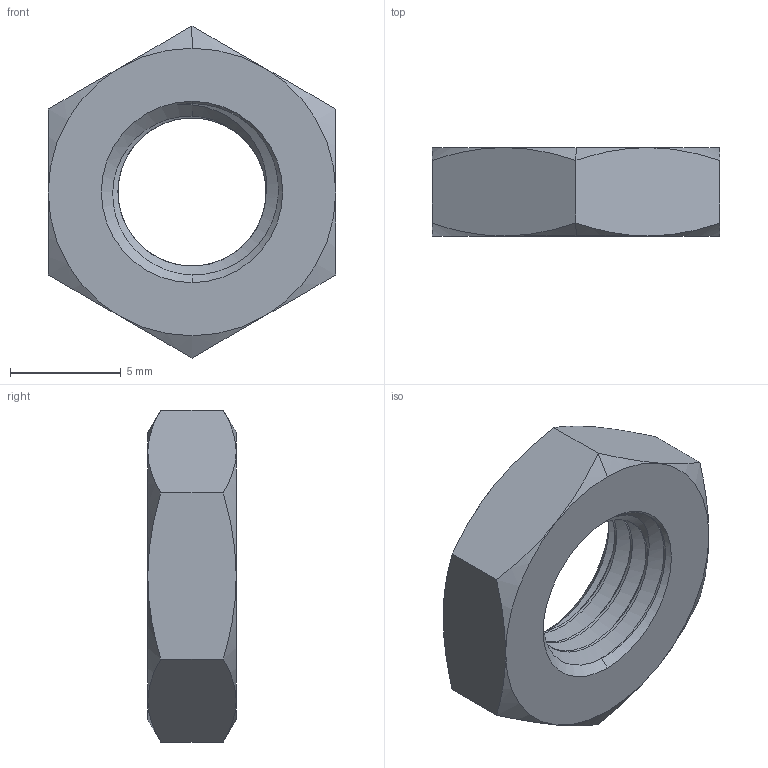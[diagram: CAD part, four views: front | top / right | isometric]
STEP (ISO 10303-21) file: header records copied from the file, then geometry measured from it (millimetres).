
FILE_DESCRIPTION (( 'STEP AP203' ), '1' );
FILE_NAME ('90326A105_Steel Thin Hex Nut.STEP', '2021-09-08T01:50:06', ( 'Administrator' ), ( 'Managed by Terraform' ), 'SwSTEP 2.0', 'SolidWorks 2017', '' );
FILE_SCHEMA (( 'CONFIG_CONTROL_DESIGN' ));
Length unit declared in the file: millimetre
Products named in the file (1): 90326A105_Steel Thin Hex Nut
Bounding box: 13 x 4 x 15.01 mm (x, y, z)
Volume: 404.9 mm3; surface area: 510.7 mm2
Topology: 1 solids, 1 shells, 39 faces, 96 edges, 59 vertices
Faces by surface type: cone 19, cylinder 9, plane 8, bspline 3
Entity records: 2195 total; most frequent: CARTESIAN_POINT 1317, ORIENTED_EDGE 192, DIRECTION 137, EDGE_CURVE 96, VERTEX_POINT 59, AXIS2_PLACEMENT_3D 58, EDGE_LOOP 41, ADVANCED_FACE 39
